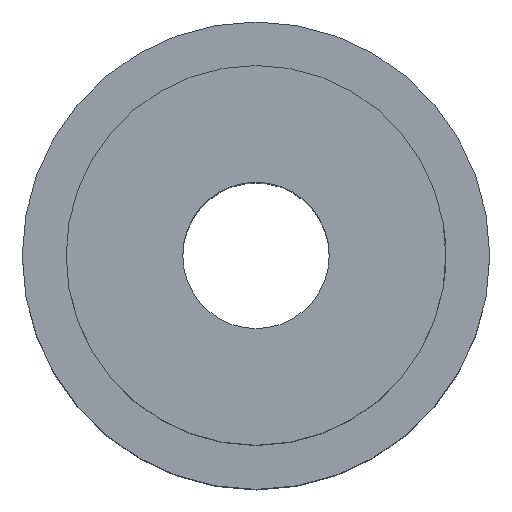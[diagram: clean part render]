
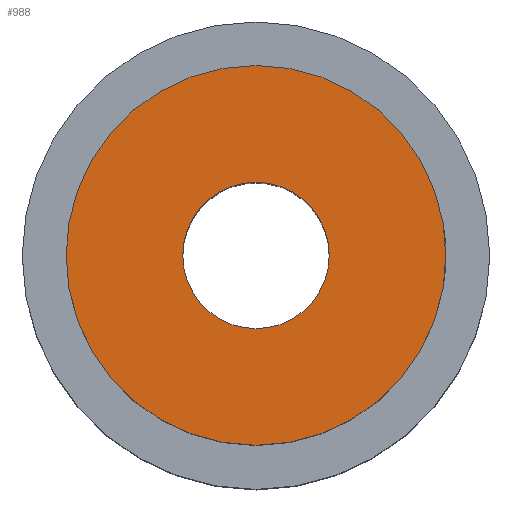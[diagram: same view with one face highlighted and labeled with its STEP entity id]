
A CAD part, top view. The second image highlights one B-rep face of the part: STEP entity #988.
In plain terms, the highlighted planar face has unit normal (0, 0, 1).
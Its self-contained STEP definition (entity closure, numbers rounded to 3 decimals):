
#313=CARTESIAN_POINT('',(0.,0.,11.9));
#314=DIRECTION('',(0.,0.,1.));
#315=DIRECTION('',(1.,0.,0.));
#316=AXIS2_PLACEMENT_3D('',#313,#314,#315);
#318=CARTESIAN_POINT('',(0.,0.,11.9));
#319=DIRECTION('',(0.,0.,1.));
#320=DIRECTION('',(-1.,0.,0.));
#321=AXIS2_PLACEMENT_3D('',#318,#319,#320);
#323=CARTESIAN_POINT('',(0.,0.,11.9));
#324=DIRECTION('',(0.,0.,-1.));
#325=DIRECTION('',(-1.,0.,0.));
#326=AXIS2_PLACEMENT_3D('',#323,#324,#325);
#328=CARTESIAN_POINT('',(0.,0.,11.9));
#329=DIRECTION('',(0.,0.,-1.));
#330=DIRECTION('',(1.,0.,0.));
#331=AXIS2_PLACEMENT_3D('',#328,#329,#330);
#425=CARTESIAN_POINT('',(6.5,0.,11.9));
#426=CARTESIAN_POINT('',(-6.5,0.,11.9));
#427=VERTEX_POINT('',#425);
#428=VERTEX_POINT('',#426);
#431=CARTESIAN_POINT('',(-2.506,0.,11.9));
#432=CARTESIAN_POINT('',(2.506,0.,11.9));
#433=VERTEX_POINT('',#431);
#434=VERTEX_POINT('',#432);
#973=CARTESIAN_POINT('',(0.,0.,11.9));
#974=DIRECTION('',(0.,0.,1.));
#975=DIRECTION('',(1.,0.,0.));
#976=AXIS2_PLACEMENT_3D('',#973,#974,#975);
#977=PLANE('',#976);
#978=ORIENTED_EDGE('',*,*,#919,.F.);
#979=ORIENTED_EDGE('',*,*,#967,.F.);
#980=EDGE_LOOP('',(#978,#979));
#981=FACE_OUTER_BOUND('',#980,.F.);
#983=ORIENTED_EDGE('',*,*,#982,.F.);
#985=ORIENTED_EDGE('',*,*,#984,.F.);
#986=EDGE_LOOP('',(#983,#985));
#987=FACE_BOUND('',#986,.F.);
#988=ADVANCED_FACE('',(#981,#987),#977,.T.);
#317=CIRCLE('',#316,6.5);
#322=CIRCLE('',#321,6.5);
#327=CIRCLE('',#326,2.506);
#332=CIRCLE('',#331,2.506);
#919=EDGE_CURVE('',#427,#428,#317,.T.);
#967=EDGE_CURVE('',#428,#427,#322,.T.);
#982=EDGE_CURVE('',#433,#434,#327,.T.);
#984=EDGE_CURVE('',#434,#433,#332,.T.);
